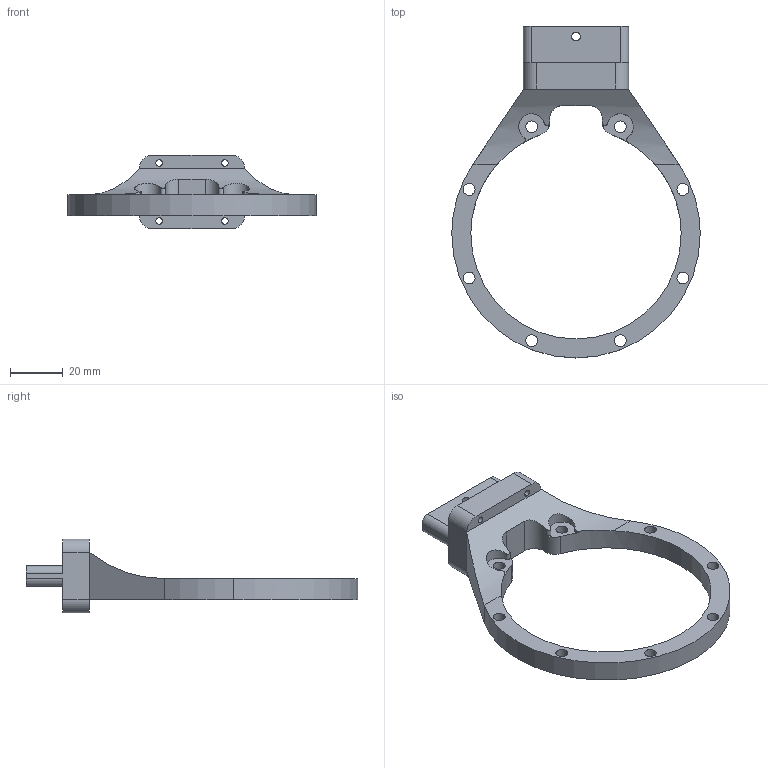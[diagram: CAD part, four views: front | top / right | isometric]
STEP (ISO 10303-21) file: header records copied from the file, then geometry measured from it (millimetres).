
FILE_DESCRIPTION (( 'STEP AP203' ), '1' );
FILE_NAME ('shank2wheel.STEP', '2024-10-14T02:55:22', ( 'lance' ), ( '' ), 'SwSTEP 2.0', 'SolidWorks 2021', '' );
FILE_SCHEMA (( 'CONFIG_CONTROL_DESIGN' ));
Length unit declared in the file: millimetre
Products named in the file (1): shank2wheel
Bounding box: 94.5 x 126.25 x 28 mm (x, y, z)
Volume: 36123.8 mm3; surface area: 14618.5 mm2
Topology: 1 solids, 1 shells, 72 faces, 203 edges, 132 vertices
Faces by surface type: cylinder 52, plane 20
Entity records: 2666 total; most frequent: CARTESIAN_POINT 609, DIRECTION 431, ORIENTED_EDGE 406, EDGE_CURVE 203, AXIS2_PLACEMENT_3D 170, VERTEX_POINT 132, EDGE_LOOP 99, CIRCLE 97
